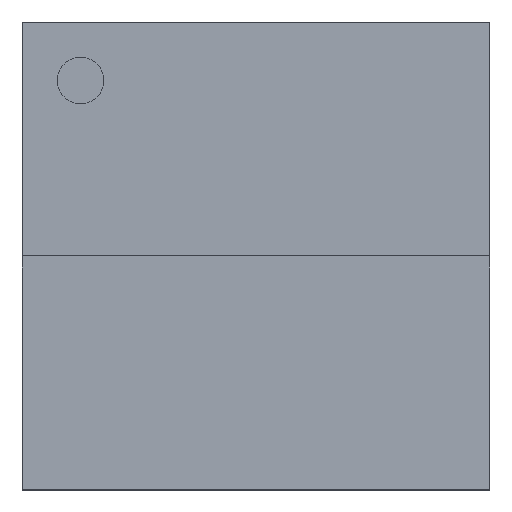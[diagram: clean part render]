
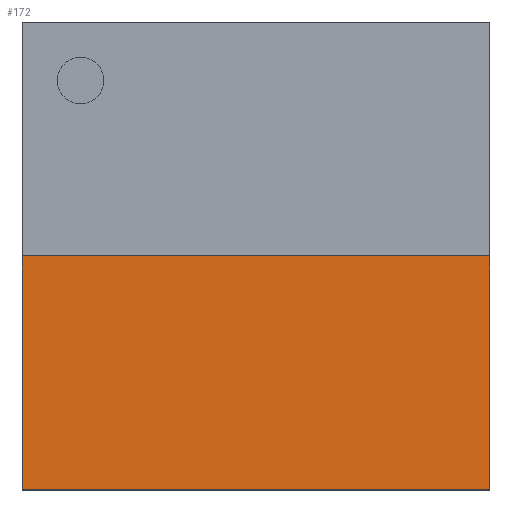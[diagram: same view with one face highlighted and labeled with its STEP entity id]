
A CAD part, top view. The second image highlights one B-rep face of the part: STEP entity #172.
In plain terms, the highlighted planar face has unit normal (0, 0, 1).
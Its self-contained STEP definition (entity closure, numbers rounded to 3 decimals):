
#23=PLANE('',#199);
#33=FACE_OUTER_BOUND('',#44,.T.);
#44=EDGE_LOOP('',(#139,#140,#141,#142));
#52=LINE('',#267,#71);
#59=LINE('',#281,#78);
#60=LINE('',#283,#79);
#61=LINE('',#284,#80);
#71=VECTOR('',#220,10.);
#78=VECTOR('',#231,10.);
#79=VECTOR('',#232,10.);
#80=VECTOR('',#233,10.);
#93=VERTEX_POINT('',#265);
#94=VERTEX_POINT('',#266);
#99=VERTEX_POINT('',#280);
#100=VERTEX_POINT('',#282);
#108=EDGE_CURVE('',#93,#94,#52,.T.);
#115=EDGE_CURVE('',#94,#99,#59,.T.);
#116=EDGE_CURVE('',#99,#100,#60,.T.);
#117=EDGE_CURVE('',#100,#93,#61,.T.);
#139=ORIENTED_EDGE('',*,*,#108,.T.);
#140=ORIENTED_EDGE('',*,*,#115,.T.);
#141=ORIENTED_EDGE('',*,*,#116,.T.);
#142=ORIENTED_EDGE('',*,*,#117,.T.);
#172=ADVANCED_FACE('',(#33),#23,.T.);
#199=AXIS2_PLACEMENT_3D('',#279,#229,#230);
#220=DIRECTION('',(-1.,0.,0.));
#229=DIRECTION('center_axis',(0.,0.,1.));
#230=DIRECTION('ref_axis',(1.,0.,0.));
#231=DIRECTION('',(0.,-1.,0.));
#232=DIRECTION('',(1.,0.,0.));
#233=DIRECTION('',(0.,1.,0.));
#265=CARTESIAN_POINT('',(4.,0.,1.));
#266=CARTESIAN_POINT('',(-4.,0.,1.));
#267=CARTESIAN_POINT('',(-2.,0.,1.));
#279=CARTESIAN_POINT('Origin',(0.,0.,1.));
#280=CARTESIAN_POINT('',(-4.,-4.,1.));
#281=CARTESIAN_POINT('',(-4.,-4.,1.));
#282=CARTESIAN_POINT('',(4.,-4.,1.));
#283=CARTESIAN_POINT('',(4.,-4.,1.));
#284=CARTESIAN_POINT('',(4.,4.,1.));
